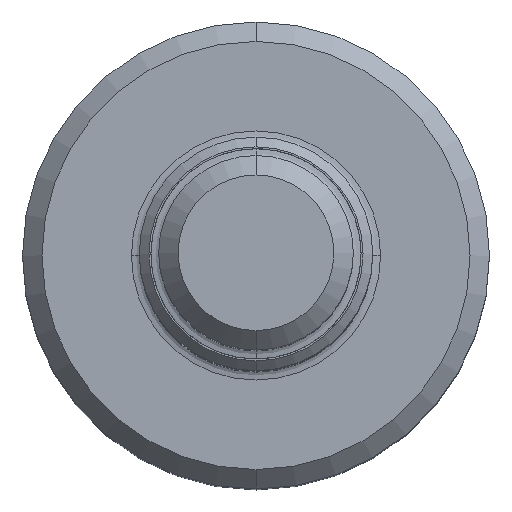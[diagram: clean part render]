
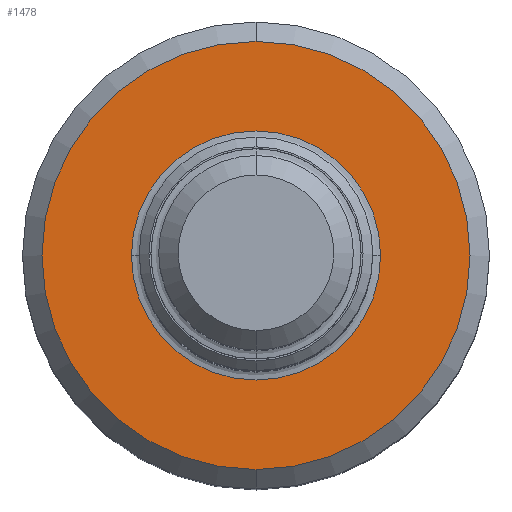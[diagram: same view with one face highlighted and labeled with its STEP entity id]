
A CAD part, top view. The second image highlights one B-rep face of the part: STEP entity #1478.
In plain terms, the highlighted planar face has unit normal (0, 0, 1).
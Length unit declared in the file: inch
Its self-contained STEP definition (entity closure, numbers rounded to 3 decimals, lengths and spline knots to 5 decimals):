
#30 = DIRECTION ( 'NONE',  ( 0., -1., 0. ) ) ;
#58 = DIRECTION ( 'NONE',  ( 0., 1., 0. ) ) ;
#137 = CARTESIAN_POINT ( 'NONE',  ( -0.12598, 0., 0.62992 ) ) ;
#144 = DIRECTION ( 'NONE',  ( 0., 1., 0. ) ) ;
#188 = VERTEX_POINT ( 'NONE', #137 ) ;
#233 = CARTESIAN_POINT ( 'NONE',  ( 0., 0., 0.62992 ) ) ;
#251 = ORIENTED_EDGE ( 'NONE', *, *, #1505, .F. ) ;
#391 = CARTESIAN_POINT ( 'NONE',  ( 0., 0., 0.62992 ) ) ;
#414 = FACE_BOUND ( 'NONE', #1466, .T. ) ;
#534 = AXIS2_PLACEMENT_3D ( 'NONE', #909, #584, #750 ) ;
#547 = VERTEX_POINT ( 'NONE', #2019 ) ;
#584 = DIRECTION ( 'NONE',  ( 0., 0., 1. ) ) ;
#609 = PLANE ( 'NONE',  #2009 ) ;
#639 = EDGE_LOOP ( 'NONE', ( #1449, #1953 ) ) ;
#659 = CIRCLE ( 'NONE', #772, 0.12598 ) ;
#683 = CARTESIAN_POINT ( 'NONE',  ( 0.12598, 0., 0.62992 ) ) ;
#688 = VERTEX_POINT ( 'NONE', #683 ) ;
#750 = DIRECTION ( 'NONE',  ( 1., 0., 0. ) ) ;
#752 = DIRECTION ( 'NONE',  ( -1., 0., 0. ) ) ;
#772 = AXIS2_PLACEMENT_3D ( 'NONE', #391, #1778, #752 ) ;
#805 = EDGE_CURVE ( 'NONE', #688, #188, #2213, .T. ) ;
#807 = CARTESIAN_POINT ( 'NONE',  ( 0., 0., 0.62992 ) ) ;
#909 = CARTESIAN_POINT ( 'NONE',  ( 0., 0., 0.62992 ) ) ;
#1025 = DIRECTION ( 'NONE',  ( 0., 0., 1. ) ) ;
#1081 = CARTESIAN_POINT ( 'NONE',  ( 0., -0.21654, 0.62992 ) ) ;
#1133 = EDGE_CURVE ( 'NONE', #547, #1347, #1207, .T. ) ;
#1207 = CIRCLE ( 'NONE', #1389, 0.21654 ) ;
#1347 = VERTEX_POINT ( 'NONE', #1081 ) ;
#1389 = AXIS2_PLACEMENT_3D ( 'NONE', #807, #1025, #144 ) ;
#1427 = DIRECTION ( 'NONE',  ( 0., 0., -1. ) ) ;
#1449 = ORIENTED_EDGE ( 'NONE', *, *, #1133, .T. ) ;
#1466 = EDGE_LOOP ( 'NONE', ( #251, #2056 ) ) ;
#1478 = ADVANCED_FACE ( 'NONE', ( #414, #2177 ), #609, .F. ) ;
#1505 = EDGE_CURVE ( 'NONE', #188, #688, #659, .T. ) ;
#1518 = EDGE_CURVE ( 'NONE', #547, #1347, #1611, .T. ) ;
#1594 = CARTESIAN_POINT ( 'NONE',  ( 0., 0., 0.62992 ) ) ;
#1611 = CIRCLE ( 'NONE', #2045, 0.21654 ) ;
#1620 = DIRECTION ( 'NONE',  ( 0., 0., -1. ) ) ;
#1778 = DIRECTION ( 'NONE',  ( 0., 0., 1. ) ) ;
#1953 = ORIENTED_EDGE ( 'NONE', *, *, #1518, .F. ) ;
#2009 = AXIS2_PLACEMENT_3D ( 'NONE', #1594, #1427, #30 ) ;
#2019 = CARTESIAN_POINT ( 'NONE',  ( 0., 0.21654, 0.62992 ) ) ;
#2045 = AXIS2_PLACEMENT_3D ( 'NONE', #233, #1620, #58 ) ;
#2056 = ORIENTED_EDGE ( 'NONE', *, *, #805, .F. ) ;
#2177 = FACE_OUTER_BOUND ( 'NONE', #639, .T. ) ;
#2213 = CIRCLE ( 'NONE', #534, 0.12598 ) ;
